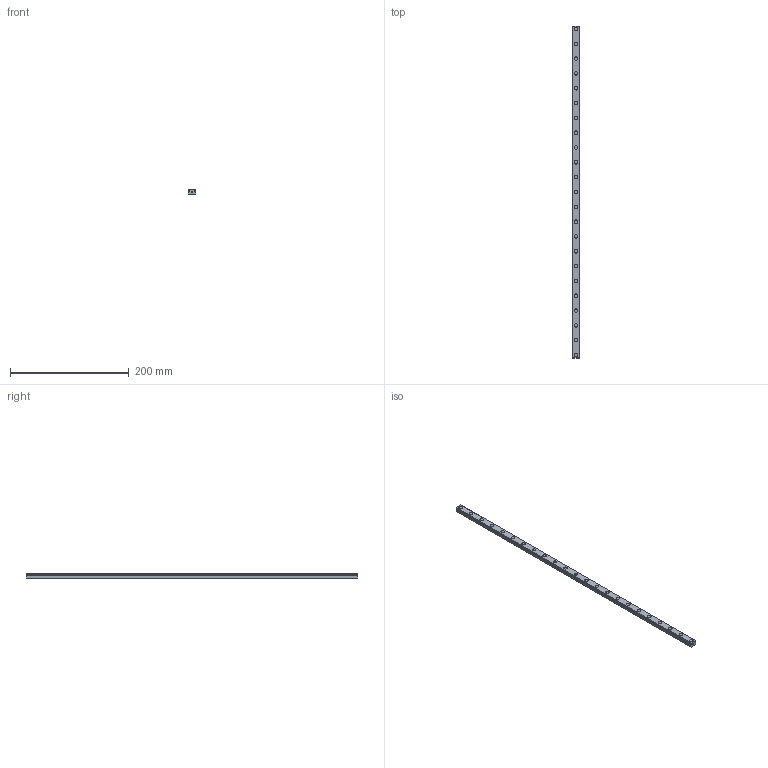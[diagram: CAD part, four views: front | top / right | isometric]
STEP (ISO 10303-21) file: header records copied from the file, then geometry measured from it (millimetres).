
FILE_DESCRIPTION(('STEP AP214'),'1');
FILE_NAME('cctmp_5466F07B-70CF-4CC0-83CE-0B19B848DA79_2021_02_18_15_41_24_0329..stp','2021-02-18T14:41:24',('HIWIN GmbH'),('CADClick - www.CADClick.com'),'Spatial InterOp 3D',' ','unknown authorization');
FILE_SCHEMA(('AUTOMOTIVE_DESIGN'));
Length unit declared in the file: millimetre
Products named in the file (1): MGNR12R560CM_FILE
Bounding box: 12 x 560 x 8 mm (x, y, z)
Volume: 47874.1 mm3; surface area: 28058.4 mm2
Topology: 1 solids, 1 shells, 302 faces, 681 edges, 454 vertices
Faces by surface type: cylinder 154, plane 148
Entity records: 10993 total; most frequent: DIRECTION 1595, CARTESIAN_POINT 1438, ORIENTED_EDGE 1362, EDGE_CURVE 681, AXIS2_PLACEMENT_3D 611, VERTEX_POINT 454, EDGE_LOOP 375, LINE 373
